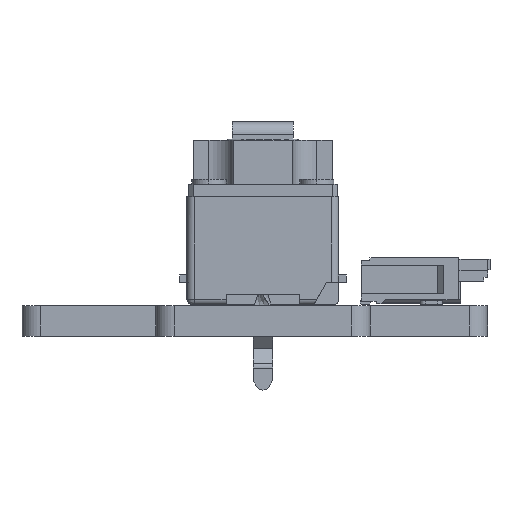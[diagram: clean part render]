
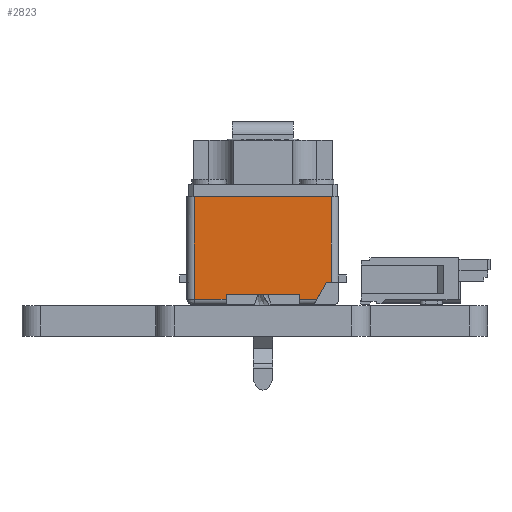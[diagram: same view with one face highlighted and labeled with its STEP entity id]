
A CAD part, front view. The second image highlights one B-rep face of the part: STEP entity #2823.
In plain terms, the highlighted face is planar.
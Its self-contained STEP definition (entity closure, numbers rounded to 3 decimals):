
#1195 = VERTEX_POINT('',#1196);
#1196 = CARTESIAN_POINT('',(-1.5,0.2,-6.2));
#1203 = EDGE_CURVE('',#1204,#1195,#1206,.T.);
#1204 = VERTEX_POINT('',#1205);
#1205 = CARTESIAN_POINT('',(-1.5,0.4,-6.2));
#1206 = LINE('',#1207,#1208);
#1207 = CARTESIAN_POINT('',(-1.5,0.4,-6.2));
#1208 = VECTOR('',#1209,1.);
#1209 = DIRECTION('',(-0.,-1.,0.));
#1319 = VERTEX_POINT('',#1320);
#1320 = CARTESIAN_POINT('',(2.8,0.2,-6.2));
#1350 = VERTEX_POINT('',#1351);
#1351 = CARTESIAN_POINT('',(1.5,0.2,-6.2));
#1360 = EDGE_CURVE('',#1319,#1350,#1361,.T.);
#1361 = LINE('',#1362,#1363);
#1362 = CARTESIAN_POINT('',(-3.1,0.2,-6.2));
#1363 = VECTOR('',#1364,1.);
#1364 = DIRECTION('',(-1.,0.,0.));
#1391 = VERTEX_POINT('',#1392);
#1392 = CARTESIAN_POINT('',(1.5,0.4,-6.2));
#1398 = EDGE_CURVE('',#1391,#1350,#1399,.T.);
#1399 = LINE('',#1400,#1401);
#1400 = CARTESIAN_POINT('',(1.5,0.4,-6.2));
#1401 = VECTOR('',#1402,1.);
#1402 = DIRECTION('',(-0.,-1.,0.));
#1632 = EDGE_CURVE('',#1204,#1391,#1633,.T.);
#1633 = LINE('',#1634,#1635);
#1634 = CARTESIAN_POINT('',(1.5,0.4,-6.2));
#1635 = VECTOR('',#1636,1.);
#1636 = DIRECTION('',(1.,0.,0.));
#2109 = EDGE_CURVE('',#2110,#1319,#2112,.T.);
#2110 = VERTEX_POINT('',#2111);
#2111 = CARTESIAN_POINT('',(2.8,4.4,-6.2));
#2112 = LINE('',#2113,#2114);
#2113 = CARTESIAN_POINT('',(2.8,4.4,-6.2));
#2114 = VECTOR('',#2115,1.);
#2115 = DIRECTION('',(0.,-1.,0.));
#2432 = EDGE_CURVE('',#2110,#2433,#2435,.T.);
#2433 = VERTEX_POINT('',#2434);
#2434 = CARTESIAN_POINT('',(-2.8,4.4,-6.2));
#2435 = LINE('',#2436,#2437);
#2436 = CARTESIAN_POINT('',(-3.1,4.4,-6.2));
#2437 = VECTOR('',#2438,1.);
#2438 = DIRECTION('',(-1.,-0.,0.));
#2509 = EDGE_CURVE('',#2510,#2433,#2512,.T.);
#2510 = VERTEX_POINT('',#2511);
#2511 = CARTESIAN_POINT('',(-2.8,0.9,-6.2));
#2512 = LINE('',#2513,#2514);
#2513 = CARTESIAN_POINT('',(-2.8,4.4,-6.2));
#2514 = VECTOR('',#2515,1.);
#2515 = DIRECTION('',(-0.,1.,-0.));
#2823 = ADVANCED_FACE('',(#2824),#2855,.F.);
#2824 = FACE_BOUND('',#2825,.T.);
#2825 = EDGE_LOOP('',(#2826,#2834,#2842,#2848,#2849,#2850,#2851,#2852,
    #2853,#2854));
#2826 = ORIENTED_EDGE('',*,*,#2827,.T.);
#2827 = EDGE_CURVE('',#1195,#2828,#2830,.T.);
#2828 = VERTEX_POINT('',#2829);
#2829 = CARTESIAN_POINT('',(-2.196,0.2,-6.2));
#2830 = LINE('',#2831,#2832);
#2831 = CARTESIAN_POINT('',(-3.1,0.2,-6.2));
#2832 = VECTOR('',#2833,1.);
#2833 = DIRECTION('',(-1.,0.,0.));
#2834 = ORIENTED_EDGE('',*,*,#2835,.F.);
#2835 = EDGE_CURVE('',#2836,#2828,#2838,.T.);
#2836 = VERTEX_POINT('',#2837);
#2837 = CARTESIAN_POINT('',(-2.6,0.9,-6.2));
#2838 = LINE('',#2839,#2840);
#2839 = CARTESIAN_POINT('',(-2.6,0.9,-6.2));
#2840 = VECTOR('',#2841,1.);
#2841 = DIRECTION('',(0.5,-0.866,0.));
#2842 = ORIENTED_EDGE('',*,*,#2843,.F.);
#2843 = EDGE_CURVE('',#2510,#2836,#2844,.T.);
#2844 = LINE('',#2845,#2846);
#2845 = CARTESIAN_POINT('',(-2.6,0.9,-6.2));
#2846 = VECTOR('',#2847,1.);
#2847 = DIRECTION('',(1.,0.,0.));
#2848 = ORIENTED_EDGE('',*,*,#2509,.T.);
#2849 = ORIENTED_EDGE('',*,*,#2432,.F.);
#2850 = ORIENTED_EDGE('',*,*,#2109,.T.);
#2851 = ORIENTED_EDGE('',*,*,#1360,.T.);
#2852 = ORIENTED_EDGE('',*,*,#1398,.F.);
#2853 = ORIENTED_EDGE('',*,*,#1632,.F.);
#2854 = ORIENTED_EDGE('',*,*,#1203,.T.);
#2855 = PLANE('',#2856);
#2856 = AXIS2_PLACEMENT_3D('',#2857,#2858,#2859);
#2857 = CARTESIAN_POINT('',(-3.1,4.4,-6.2));
#2858 = DIRECTION('',(0.,0.,1.));
#2859 = DIRECTION('',(0.,-1.,0.));
